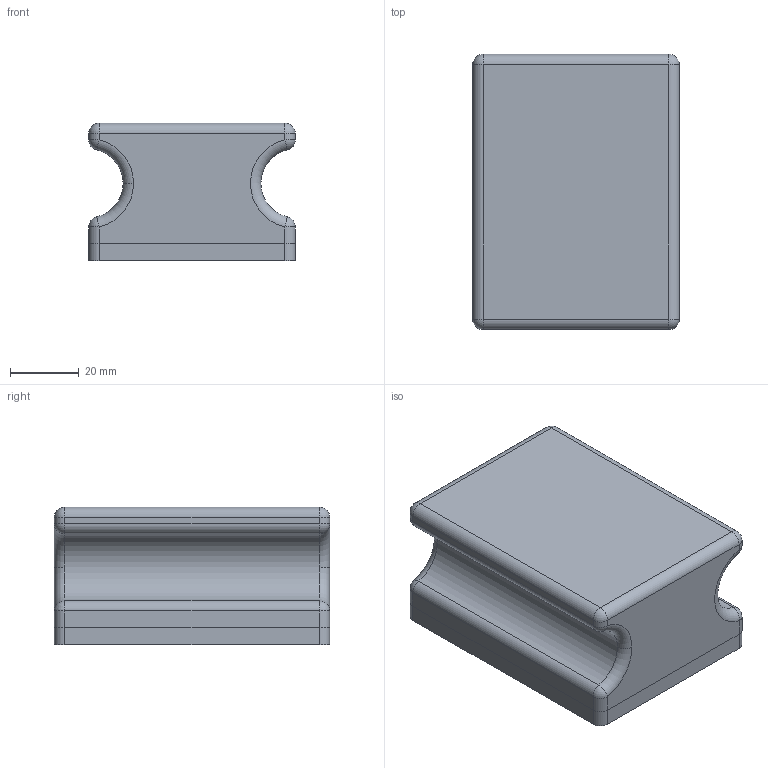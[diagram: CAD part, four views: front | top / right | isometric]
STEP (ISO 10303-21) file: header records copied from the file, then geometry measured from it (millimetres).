
FILE_DESCRIPTION (( 'STEP AP203' ), '1' );
FILE_NAME ('051.000 - Ãóáêà.STEP', '2015-05-05T19:23:58', ( '' ), ( '' ), 'SwSTEP 2.0', 'SolidWorks 2015', '' );
FILE_SCHEMA (( 'CONFIG_CONTROL_DESIGN' ));
Length unit declared in the file: millimetre
Products named in the file (3): 051.001 - 咍嚦; 051.000 - Ãóáêà; 051.002 - 砱鋋
Assembly tree (2 placements, depth 2):
  051.000 - Ãóáêà
    051.001 - 咍嚦
    051.002 - 砱鋋
Bounding box: 60 x 80 x 40 mm (x, y, z)
Volume: 165543.1 mm3; surface area: 30635.6 mm2
Topology: 2 solids, 2 shells, 55 faces, 121 edges, 66 vertices
Faces by surface type: cylinder 23, plane 14, sphere 12, torus 6
Entity records: 1772 total; most frequent: DIRECTION 301, CARTESIAN_POINT 243, ORIENTED_EDGE 234, AXIS2_PLACEMENT_3D 124, EDGE_CURVE 117, VERTEX_POINT 66, CIRCLE 64, ADVANCED_FACE 55
